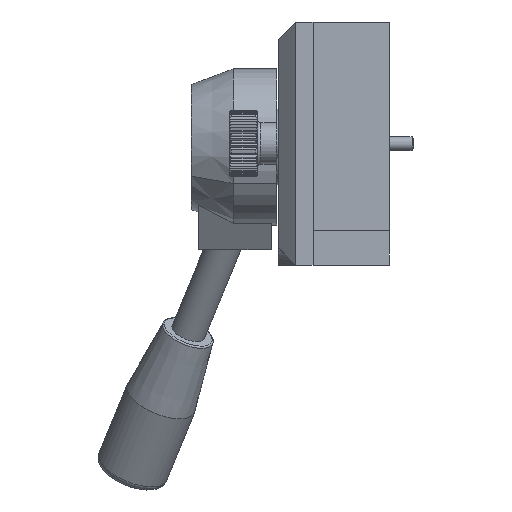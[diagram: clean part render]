
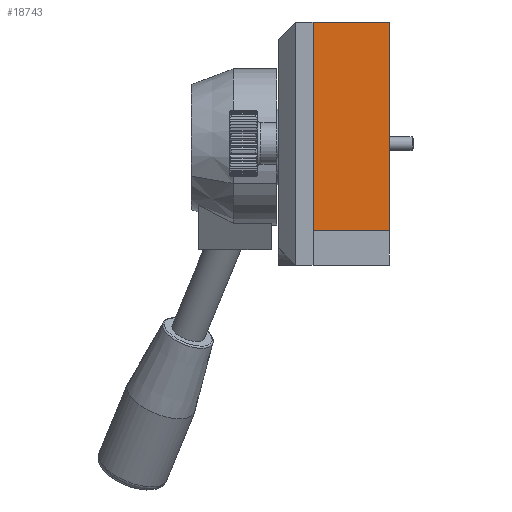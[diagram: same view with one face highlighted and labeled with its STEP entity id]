
A CAD part, left-side view. The second image highlights one B-rep face of the part: STEP entity #18743.
In plain terms, the highlighted face is planar.
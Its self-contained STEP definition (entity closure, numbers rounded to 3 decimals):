
#72 = CARTESIAN_POINT ( 'NONE',  ( 9., 0., -60. ) ) ;
#101 = DIRECTION ( 'NONE',  ( 1., 0., 0. ) ) ;
#408 = DIRECTION ( 'NONE',  ( 0., 1., 0. ) ) ;
#1279 = DIRECTION ( 'NONE',  ( 0., 0., 1. ) ) ;
#1411 = LINE ( 'NONE', #16586, #13653 ) ;
#3531 = ORIENTED_EDGE ( 'NONE', *, *, #35039, .F. ) ;
#3613 = AXIS2_PLACEMENT_3D ( 'NONE', #19144, #101, #8727 ) ;
#5013 = DIRECTION ( 'NONE',  ( 0., 0., 1. ) ) ;
#5605 = VERTEX_POINT ( 'NONE', #30054 ) ;
#6305 = VERTEX_POINT ( 'NONE', #72 ) ;
#7502 = VERTEX_POINT ( 'NONE', #10282 ) ;
#7763 = EDGE_CURVE ( 'NONE', #5605, #23596, #24919, .T. ) ;
#8727 = DIRECTION ( 'NONE',  ( 0., 0., -1. ) ) ;
#9759 = ORIENTED_EDGE ( 'NONE', *, *, #15478, .T. ) ;
#10282 = CARTESIAN_POINT ( 'NONE',  ( 9., 22., -60. ) ) ;
#10679 = CARTESIAN_POINT ( 'NONE',  ( 9., 22., -60. ) ) ;
#13503 = EDGE_CURVE ( 'NONE', #7502, #23596, #24985, .T. ) ;
#13515 = ORIENTED_EDGE ( 'NONE', *, *, #13503, .T. ) ;
#13653 = VECTOR ( 'NONE', #408, 1000. ) ;
#15476 = ORIENTED_EDGE ( 'NONE', *, *, #7763, .F. ) ;
#15478 = EDGE_CURVE ( 'NONE', #6305, #7502, #1411, .T. ) ;
#15947 = CARTESIAN_POINT ( 'NONE',  ( 9., 0., 0. ) ) ;
#16586 = CARTESIAN_POINT ( 'NONE',  ( 9., 0., -60. ) ) ;
#17120 = CARTESIAN_POINT ( 'NONE',  ( 9., 0., -60. ) ) ;
#18743 = ADVANCED_FACE ( 'NONE', ( #25705 ), #30138, .T. ) ;
#19144 = CARTESIAN_POINT ( 'NONE',  ( 9., 0., -60. ) ) ;
#20307 = VECTOR ( 'NONE', #1279, 1000. ) ;
#20677 = EDGE_LOOP ( 'NONE', ( #15476, #3531, #9759, #13515 ) ) ;
#23596 = VERTEX_POINT ( 'NONE', #31446 ) ;
#24919 = LINE ( 'NONE', #15947, #29981 ) ;
#24985 = LINE ( 'NONE', #10679, #34791 ) ;
#25705 = FACE_OUTER_BOUND ( 'NONE', #20677, .T. ) ;
#26795 = DIRECTION ( 'NONE',  ( 0., 1., 0. ) ) ;
#29195 = LINE ( 'NONE', #17120, #20307 ) ;
#29981 = VECTOR ( 'NONE', #26795, 1000. ) ;
#30054 = CARTESIAN_POINT ( 'NONE',  ( 9., 0., 0. ) ) ;
#30138 = PLANE ( 'NONE',  #3613 ) ;
#31446 = CARTESIAN_POINT ( 'NONE',  ( 9., 22., 0. ) ) ;
#34791 = VECTOR ( 'NONE', #5013, 1000. ) ;
#35039 = EDGE_CURVE ( 'NONE', #6305, #5605, #29195, .T. ) ;
